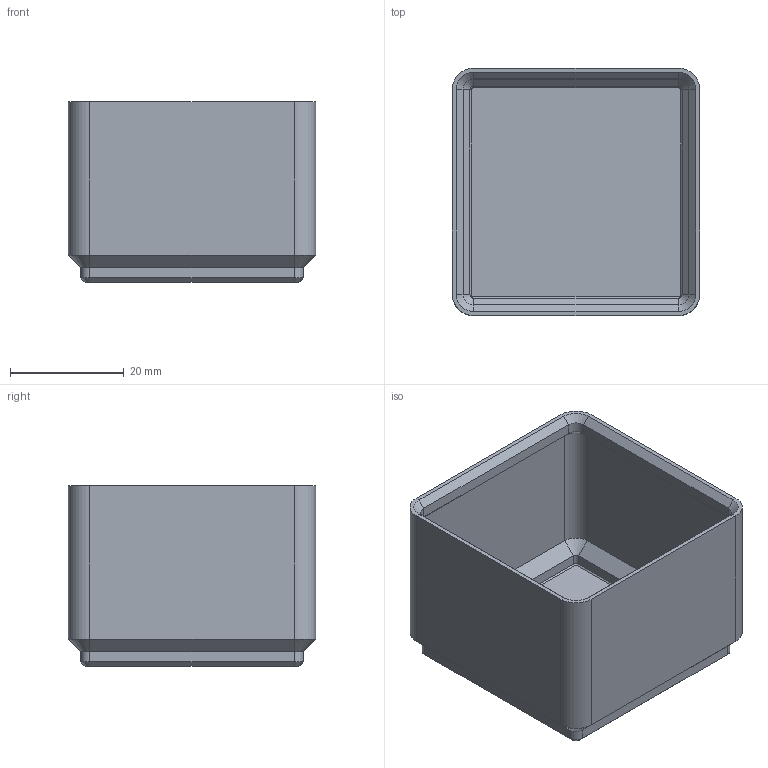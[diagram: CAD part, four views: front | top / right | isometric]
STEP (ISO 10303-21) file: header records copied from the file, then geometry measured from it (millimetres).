
FILE_DESCRIPTION(/* description */ (''),/* implementation_level */ '2;1');
FILE_NAME(/* name */ 'Tall Bin.step',/* time_stamp */ '2025-05-09T01:29:35-04:00',/* author */ (''),/* organization */ (''),/* preprocessor_version */ 'ST-DEVELOPER v20.1',/* originating_system */ 'Autodesk Translation Framework v14.4.0.0',/* authorisation */ '');
FILE_SCHEMA (('AUTOMOTIVE_DESIGN { 1 0 10303 214 3 1 1 }'));
Length unit declared in the file: millimetre
Products named in the file (2): Tall Bin; Gridfinity bin 1x1x4
Assembly tree (1 placements, depth 2):
  Tall Bin
    Gridfinity bin 1x1x4
Bounding box: 43.5 x 43.5 x 31.8 mm (x, y, z)
Volume: 6752.9 mm3; surface area: 13598.4 mm2
Topology: 1 solids, 1 shells, 92 faces, 200 edges, 112 vertices
Faces by surface type: plane 48, cone 24, cylinder 20
Entity records: 2481 total; most frequent: DIRECTION 446, CARTESIAN_POINT 407, ORIENTED_EDGE 400, EDGE_CURVE 200, AXIS2_PLACEMENT_3D 151, LINE 144, VECTOR 144, VERTEX_POINT 112
